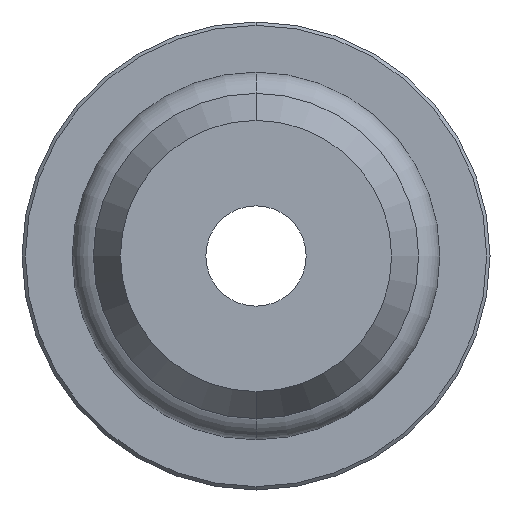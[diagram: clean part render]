
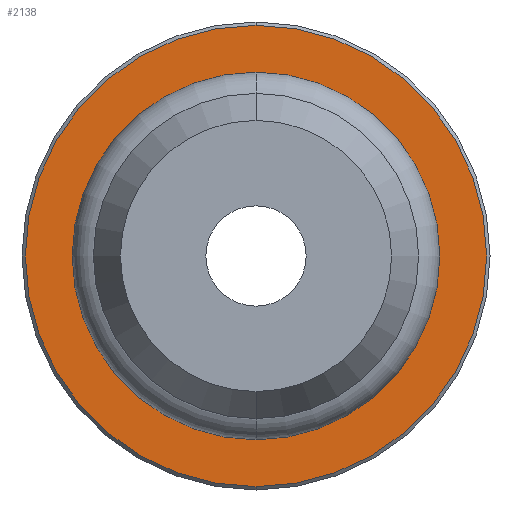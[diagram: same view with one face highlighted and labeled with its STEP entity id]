
A CAD part, front view. The second image highlights one B-rep face of the part: STEP entity #2138.
In plain terms, the highlighted planar face has unit normal (0, -1, 0).
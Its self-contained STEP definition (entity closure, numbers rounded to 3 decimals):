
#24 = AXIS2_PLACEMENT_3D ( 'NONE', #2080, #760, #730 ) ;
#40 = ORIENTED_EDGE ( 'NONE', *, *, #626, .T. ) ;
#80 = PLANE ( 'NONE',  #960 ) ;
#92 = CARTESIAN_POINT ( 'NONE',  ( -7., 5.5, 0. ) ) ;
#245 = AXIS2_PLACEMENT_3D ( 'NONE', #954, #1606, #1186 ) ;
#256 = EDGE_LOOP ( 'NONE', ( #2671, #676 ) ) ;
#297 = EDGE_CURVE ( 'NONE', #723, #1085, #1442, .T. ) ;
#527 = DIRECTION ( 'NONE',  ( 0., -1., 0. ) ) ;
#606 = VERTEX_POINT ( 'NONE', #1983 ) ;
#626 = EDGE_CURVE ( 'NONE', #851, #606, #1726, .T. ) ;
#676 = ORIENTED_EDGE ( 'NONE', *, *, #297, .T. ) ;
#723 = VERTEX_POINT ( 'NONE', #1149 ) ;
#730 = DIRECTION ( 'NONE',  ( 0., 0., -1. ) ) ;
#760 = DIRECTION ( 'NONE',  ( 0., 1., 0. ) ) ;
#851 = VERTEX_POINT ( 'NONE', #2547 ) ;
#868 = CIRCLE ( 'NONE', #1568, 5.499 ) ;
#954 = CARTESIAN_POINT ( 'NONE',  ( 0., 5.5, 0. ) ) ;
#960 = AXIS2_PLACEMENT_3D ( 'NONE', #92, #527, #1905 ) ;
#974 = FACE_OUTER_BOUND ( 'NONE', #1984, .T. ) ;
#989 = FACE_BOUND ( 'NONE', #256, .T. ) ;
#1076 = EDGE_CURVE ( 'NONE', #606, #851, #1519, .T. ) ;
#1085 = VERTEX_POINT ( 'NONE', #2557 ) ;
#1099 = ORIENTED_EDGE ( 'NONE', *, *, #1076, .T. ) ;
#1149 = CARTESIAN_POINT ( 'NONE',  ( 0., 5.5, -5.499 ) ) ;
#1186 = DIRECTION ( 'NONE',  ( 0., 0., -1. ) ) ;
#1442 = CIRCLE ( 'NONE', #24, 5.499 ) ;
#1519 = CIRCLE ( 'NONE', #245, 6.9 ) ;
#1568 = AXIS2_PLACEMENT_3D ( 'NONE', #1973, #2227, #2874 ) ;
#1592 = EDGE_CURVE ( 'NONE', #1085, #723, #868, .T. ) ;
#1606 = DIRECTION ( 'NONE',  ( 0., -1., 0. ) ) ;
#1726 = CIRCLE ( 'NONE', #2060, 6.9 ) ;
#1790 = DIRECTION ( 'NONE',  ( 0., 0., -1. ) ) ;
#1905 = DIRECTION ( 'NONE',  ( 0., 0., -1. ) ) ;
#1973 = CARTESIAN_POINT ( 'NONE',  ( 0., 5.5, 0. ) ) ;
#1983 = CARTESIAN_POINT ( 'NONE',  ( 0., 5.5, 6.9 ) ) ;
#1984 = EDGE_LOOP ( 'NONE', ( #1099, #40 ) ) ;
#1998 = DIRECTION ( 'NONE',  ( 0., -1., 0. ) ) ;
#2060 = AXIS2_PLACEMENT_3D ( 'NONE', #2456, #1998, #1790 ) ;
#2080 = CARTESIAN_POINT ( 'NONE',  ( 0., 5.5, 0. ) ) ;
#2138 = ADVANCED_FACE ( 'NONE', ( #989, #974 ), #80, .T. ) ;
#2227 = DIRECTION ( 'NONE',  ( 0., 1., 0. ) ) ;
#2456 = CARTESIAN_POINT ( 'NONE',  ( 0., 5.5, 0. ) ) ;
#2547 = CARTESIAN_POINT ( 'NONE',  ( 0., 5.5, -6.9 ) ) ;
#2557 = CARTESIAN_POINT ( 'NONE',  ( 0., 5.5, 5.499 ) ) ;
#2671 = ORIENTED_EDGE ( 'NONE', *, *, #1592, .T. ) ;
#2874 = DIRECTION ( 'NONE',  ( 0., 0., -1. ) ) ;
